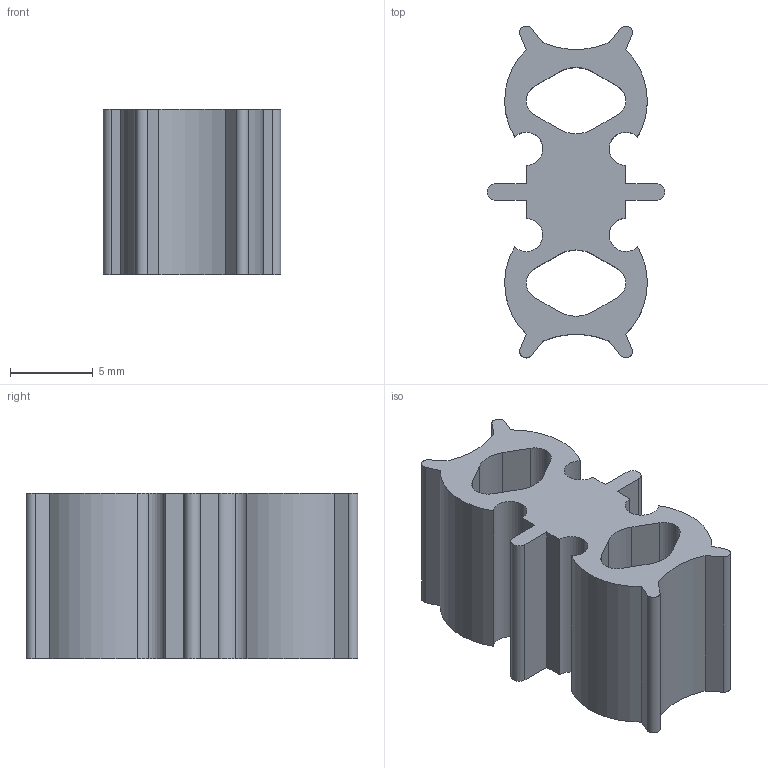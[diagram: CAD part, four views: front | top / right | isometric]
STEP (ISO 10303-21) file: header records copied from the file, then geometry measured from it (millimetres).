
FILE_DESCRIPTION (( 'STEP AP214' ), '1' );
FILE_NAME ('4300-0500-2010_Industrilas.step', '2025-09-03T09:48:10', ( '' ), ( '' ), 'SwSTEP 2.0', 'SolidWorks 2010', '' );
FILE_SCHEMA (( 'AUTOMOTIVE_DESIGN' ));
Length unit declared in the file: millimetre
Products named in the file (1): 4300-0500-2010_Industrilas
Bounding box: 10.7 x 20 x 10 mm (x, y, z)
Volume: 945.3 mm3; surface area: 1240 mm2
Topology: 1 solids, 1 shells, 59 faces, 171 edges, 114 vertices
Faces by surface type: cylinder 33, plane 26
Entity records: 2662 total; most frequent: DIRECTION 357, CARTESIAN_POINT 345, ORIENTED_EDGE 342, EDGE_CURVE 171, AXIS2_PLACEMENT_3D 126, VERTEX_POINT 114, VECTOR 105, LINE 105
